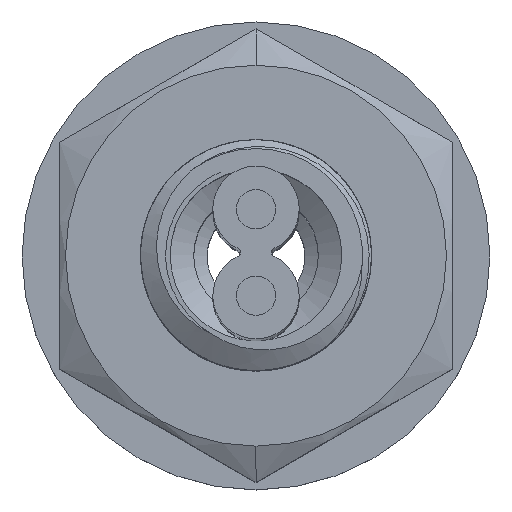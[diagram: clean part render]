
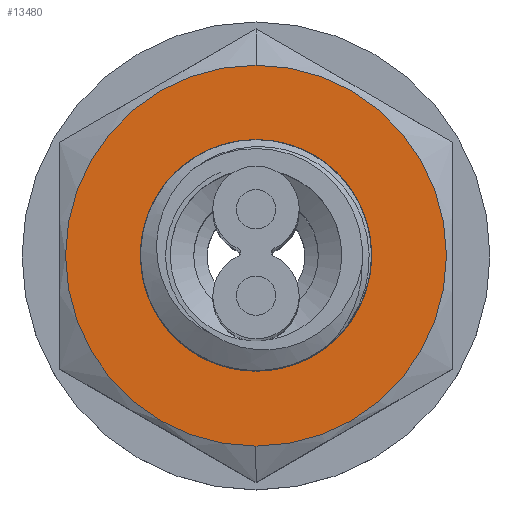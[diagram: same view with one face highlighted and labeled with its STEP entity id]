
A CAD part, top view. The second image highlights one B-rep face of the part: STEP entity #13480.
In plain terms, the highlighted face is planar.
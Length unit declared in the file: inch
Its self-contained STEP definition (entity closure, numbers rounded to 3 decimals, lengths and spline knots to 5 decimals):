
#12731=CARTESIAN_POINT('',(0.,0.13696,0.));
#12732=DIRECTION('',(0.,1.,0.));
#12733=DIRECTION('',(0.,0.,1.));
#12734=AXIS2_PLACEMENT_3D('',#12731,#12732,#12733);
#12744=CARTESIAN_POINT('',(0.,0.13696,0.));
#12745=DIRECTION('',(0.,1.,0.));
#12746=DIRECTION('',(0.,0.,-1.));
#12747=AXIS2_PLACEMENT_3D('',#12744,#12745,#12746);
#13342=CARTESIAN_POINT('',(0.,0.13696,0.));
#13343=DIRECTION('',(0.,-1.,0.));
#13344=DIRECTION('',(0.,0.,1.));
#13345=AXIS2_PLACEMENT_3D('',#13342,#13343,#13344);
#13351=CARTESIAN_POINT('',(0.,0.13696,0.));
#13352=DIRECTION('',(0.,-1.,0.));
#13353=DIRECTION('',(0.,0.,-1.));
#13354=AXIS2_PLACEMENT_3D('',#13351,#13352,#13353);
#13365=CARTESIAN_POINT('',(0.,0.13696,0.19093));
#13366=CARTESIAN_POINT('',(0.,0.13696,-0.19093));
#13367=VERTEX_POINT('',#13365);
#13368=VERTEX_POINT('',#13366);
#13397=CARTESIAN_POINT('',(0.,0.13696,-0.10462));
#13398=VERTEX_POINT('',#13397);
#13423=CARTESIAN_POINT('',(0.,0.13696,0.10462));
#13424=VERTEX_POINT('',#13423);
#13464=CARTESIAN_POINT('',(0.09843,0.13696,0.));
#13465=DIRECTION('',(0.,1.,0.));
#13466=DIRECTION('',(0.,0.,1.));
#13467=AXIS2_PLACEMENT_3D('',#13464,#13465,#13466);
#13468=PLANE('',#13467);
#13469=ORIENTED_EDGE('',*,*,#13449,.F.);
#13471=ORIENTED_EDGE('',*,*,#13470,.F.);
#13472=EDGE_LOOP('',(#13469,#13471));
#13473=FACE_OUTER_BOUND('',#13472,.F.);
#13475=ORIENTED_EDGE('',*,*,#13474,.F.);
#13477=ORIENTED_EDGE('',*,*,#13476,.F.);
#13478=EDGE_LOOP('',(#13475,#13477));
#13479=FACE_BOUND('',#13478,.F.);
#13480=ADVANCED_FACE('',(#13473,#13479),#13468,.T.);
#12735=CIRCLE('',#12734,0.19093);
#12748=CIRCLE('',#12747,0.19093);
#13346=CIRCLE('',#13345,0.10462);
#13355=CIRCLE('',#13354,0.10462);
#13449=EDGE_CURVE('',#13367,#13368,#12735,.T.);
#13470=EDGE_CURVE('',#13368,#13367,#12748,.T.);
#13474=EDGE_CURVE('',#13398,#13424,#13355,.T.);
#13476=EDGE_CURVE('',#13424,#13398,#13346,.T.);
